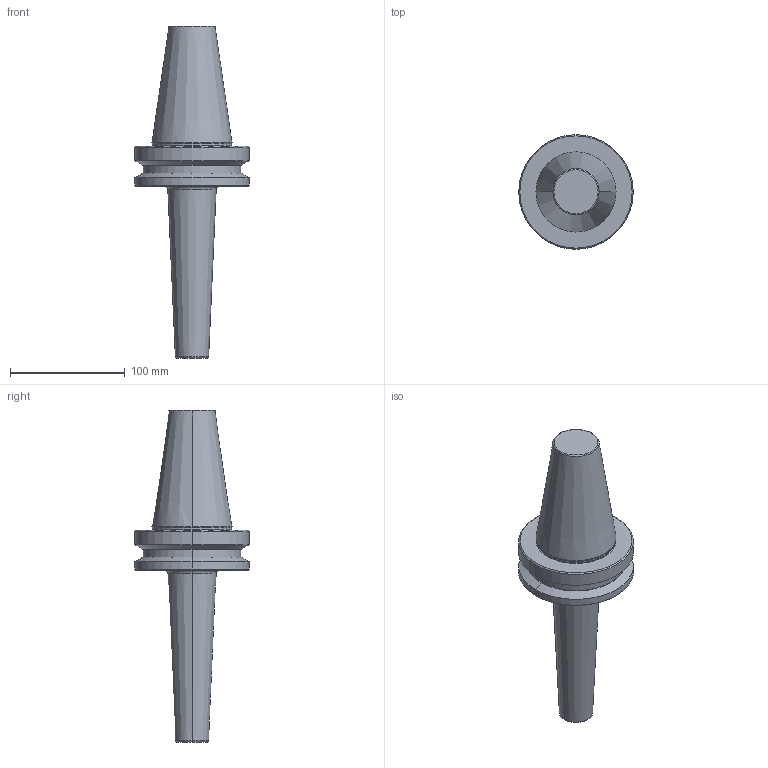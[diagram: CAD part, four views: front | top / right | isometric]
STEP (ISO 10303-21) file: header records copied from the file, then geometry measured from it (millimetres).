
FILE_DESCRIPTION (( 'STEP AP203' ), '1' );
FILE_NAME ('BT50 MCA16 150 AD+B-2.5G 25000 SL.STEP', '2019-05-24T11:07:56', ( '' ), ( '' ), 'SwSTEP 2.0', 'SolidWorks 2014', '' );
FILE_SCHEMA (( 'CONFIG_CONTROL_DESIGN' ));
Length unit declared in the file: millimetre
Products named in the file (1): BT50 MCA16 150 AD+B-2.5G 25000 SL
Bounding box: 100 x 100 x 289.8 mm (x, y, z)
Volume: 662629.8 mm3; surface area: 60282.4 mm2
Topology: 1 solids, 1 shells, 36 faces, 70 edges, 40 vertices
Faces by surface type: cone 14, torus 8, cylinder 8, plane 6
Entity records: 999 total; most frequent: DIRECTION 192, CARTESIAN_POINT 147, ORIENTED_EDGE 140, AXIS2_PLACEMENT_3D 85, EDGE_CURVE 70, CIRCLE 48, EDGE_LOOP 40, VERTEX_POINT 40
